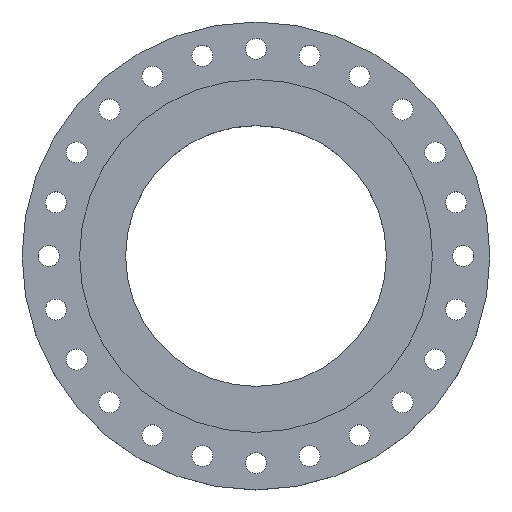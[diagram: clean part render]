
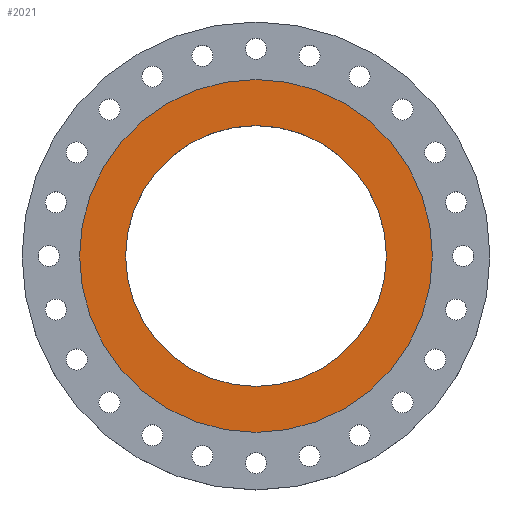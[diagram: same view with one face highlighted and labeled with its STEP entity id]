
A CAD part, top view. The second image highlights one B-rep face of the part: STEP entity #2021.
In plain terms, the highlighted planar face has unit normal (0, 0, 1).
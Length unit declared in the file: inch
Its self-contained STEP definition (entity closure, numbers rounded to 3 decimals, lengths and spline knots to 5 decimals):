
#35 = CARTESIAN_POINT ( 'NONE',  ( -11.5, 0., 0. ) ) ;
#44 = AXIS2_PLACEMENT_3D ( 'NONE', #2114, #1411, #277 ) ;
#86 = EDGE_LOOP ( 'NONE', ( #900, #946 ) ) ;
#162 = CARTESIAN_POINT ( 'NONE',  ( 8.5, 0., 0. ) ) ;
#193 = DIRECTION ( 'NONE',  ( -1., 0., 0. ) ) ;
#277 = DIRECTION ( 'NONE',  ( 1., 0., 0. ) ) ;
#300 = EDGE_CURVE ( 'NONE', #1122, #1830, #338, .T. ) ;
#322 = DIRECTION ( 'NONE',  ( 1., 0., 0. ) ) ;
#338 = CIRCLE ( 'NONE', #44, 8.5 ) ;
#363 = FACE_OUTER_BOUND ( 'NONE', #86, .T. ) ;
#413 = AXIS2_PLACEMENT_3D ( 'NONE', #1425, #2360, #322 ) ;
#470 = CARTESIAN_POINT ( 'NONE',  ( 0., 0., 0. ) ) ;
#490 = AXIS2_PLACEMENT_3D ( 'NONE', #1843, #735, #193 ) ;
#534 = CIRCLE ( 'NONE', #413, 8.5 ) ;
#538 = CIRCLE ( 'NONE', #1754, 11.5 ) ;
#575 = CARTESIAN_POINT ( 'NONE',  ( -8.5, 0., 0. ) ) ;
#623 = CARTESIAN_POINT ( 'NONE',  ( 0., 0., 0. ) ) ;
#735 = DIRECTION ( 'NONE',  ( 0., 0., -1. ) ) ;
#818 = DIRECTION ( 'NONE',  ( 1., 0., 0. ) ) ;
#898 = ORIENTED_EDGE ( 'NONE', *, *, #300, .F. ) ;
#900 = ORIENTED_EDGE ( 'NONE', *, *, #1688, .T. ) ;
#946 = ORIENTED_EDGE ( 'NONE', *, *, #1455, .T. ) ;
#999 = DIRECTION ( 'NONE',  ( 0., 0., 1. ) ) ;
#1105 = FACE_BOUND ( 'NONE', #2332, .T. ) ;
#1122 = VERTEX_POINT ( 'NONE', #575 ) ;
#1197 = DIRECTION ( 'NONE',  ( 0., 0., 1. ) ) ;
#1411 = DIRECTION ( 'NONE',  ( 0., 0., 1. ) ) ;
#1425 = CARTESIAN_POINT ( 'NONE',  ( 0., 0., 0. ) ) ;
#1455 = EDGE_CURVE ( 'NONE', #2082, #1893, #538, .T. ) ;
#1670 = PLANE ( 'NONE',  #490 ) ;
#1688 = EDGE_CURVE ( 'NONE', #1893, #2082, #2175, .T. ) ;
#1754 = AXIS2_PLACEMENT_3D ( 'NONE', #470, #1197, #1936 ) ;
#1829 = CARTESIAN_POINT ( 'NONE',  ( 11.5, 0., 0. ) ) ;
#1830 = VERTEX_POINT ( 'NONE', #162 ) ;
#1832 = EDGE_CURVE ( 'NONE', #1830, #1122, #534, .T. ) ;
#1843 = CARTESIAN_POINT ( 'NONE',  ( 0., 8.5, 0. ) ) ;
#1893 = VERTEX_POINT ( 'NONE', #1829 ) ;
#1936 = DIRECTION ( 'NONE',  ( 1., 0., 0. ) ) ;
#2021 = ADVANCED_FACE ( 'NONE', ( #1105, #363 ), #1670, .F. ) ;
#2049 = ORIENTED_EDGE ( 'NONE', *, *, #1832, .F. ) ;
#2060 = AXIS2_PLACEMENT_3D ( 'NONE', #623, #999, #818 ) ;
#2082 = VERTEX_POINT ( 'NONE', #35 ) ;
#2114 = CARTESIAN_POINT ( 'NONE',  ( 0., 0., 0. ) ) ;
#2175 = CIRCLE ( 'NONE', #2060, 11.5 ) ;
#2332 = EDGE_LOOP ( 'NONE', ( #2049, #898 ) ) ;
#2360 = DIRECTION ( 'NONE',  ( 0., 0., 1. ) ) ;
